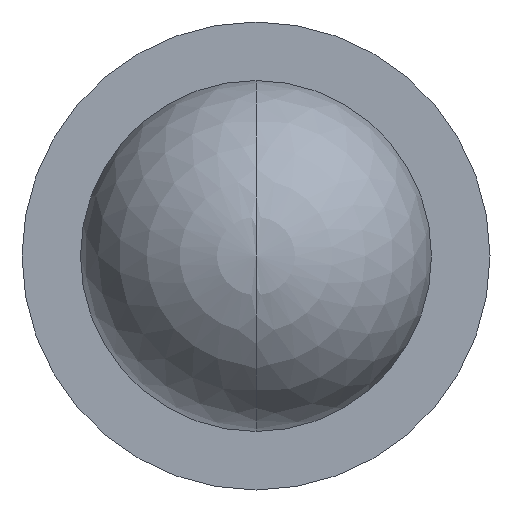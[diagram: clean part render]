
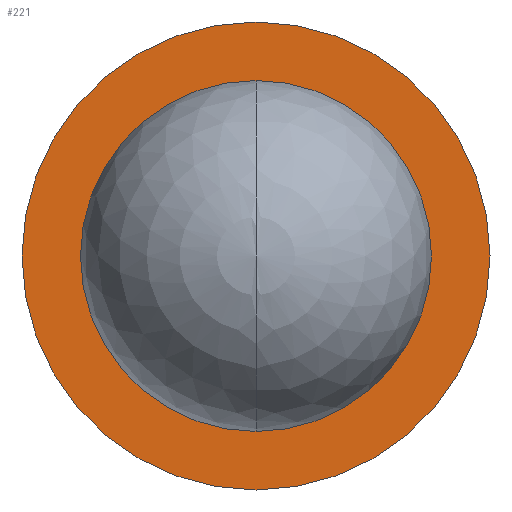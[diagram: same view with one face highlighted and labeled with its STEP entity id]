
A CAD part, left-side view. The second image highlights one B-rep face of the part: STEP entity #221.
In plain terms, the highlighted planar face has unit normal (-1, 0, 0).
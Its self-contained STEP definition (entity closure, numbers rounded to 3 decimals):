
#191=EDGE_CURVE('',#259,#373,#457,.T.);
#195=VERTEX_POINT('',#461);
#217=VERTEX_POINT('',#487);
#221=ADVANCED_FACE('',(#491,#492),#493,.T.);
#247=EDGE_CURVE('',#373,#259,#521,.T.);
#259=VERTEX_POINT('',#535);
#331=EDGE_CURVE('',#195,#217,#612,.T.);
#373=VERTEX_POINT('',#661);
#401=EDGE_CURVE('',#217,#195,#692,.T.);
#457=CIRCLE('',#751,1.5);
#461=CARTESIAN_POINT('',(6.9,0.,-2.));
#487=CARTESIAN_POINT('',(6.9,0.,2.));
#491=FACE_OUTER_BOUND('',#786,.T.);
#492=FACE_BOUND('',#787,.T.);
#493=PLANE('',#788);
#521=CIRCLE('',#822,1.5);
#535=CARTESIAN_POINT('',(6.9,0.,-1.5));
#612=CIRCLE('',#940,2.);
#661=CARTESIAN_POINT('',(6.9,0.,1.5));
#692=CIRCLE('',#1036,2.);
#751=AXIS2_PLACEMENT_3D('',#1084,#1085,#1086);
#786=EDGE_LOOP('',(#1127,#1128));
#787=EDGE_LOOP('',(#1129,#1130));
#788=AXIS2_PLACEMENT_3D('',#1131,#1132,#1133);
#822=AXIS2_PLACEMENT_3D('',#1168,#1169,#1170);
#940=AXIS2_PLACEMENT_3D('',#1289,#1290,#1291);
#1036=AXIS2_PLACEMENT_3D('',#1409,#1410,#1411);
#1084=CARTESIAN_POINT('',(6.9,0.,0.));
#1085=DIRECTION('',(1.0,0.,0.));
#1086=DIRECTION('',(0.,0.,1.0));
#1127=ORIENTED_EDGE('',*,*,#401,.F.);
#1128=ORIENTED_EDGE('',*,*,#331,.F.);
#1129=ORIENTED_EDGE('',*,*,#247,.T.);
#1130=ORIENTED_EDGE('',*,*,#191,.T.);
#1131=CARTESIAN_POINT('',(6.9,0.,1.75));
#1132=DIRECTION('',(-1.0,0.,0.));
#1133=DIRECTION('',(0.,0.,-1.0));
#1168=CARTESIAN_POINT('',(6.9,0.,0.));
#1169=DIRECTION('',(1.0,0.,0.));
#1170=DIRECTION('',(0.,0.,1.0));
#1289=CARTESIAN_POINT('',(6.9,0.,0.));
#1290=DIRECTION('',(1.0,0.,0.));
#1291=DIRECTION('',(0.,0.,1.0));
#1409=CARTESIAN_POINT('',(6.9,0.,0.));
#1410=DIRECTION('',(1.0,0.,0.));
#1411=DIRECTION('',(0.,0.,1.0));
